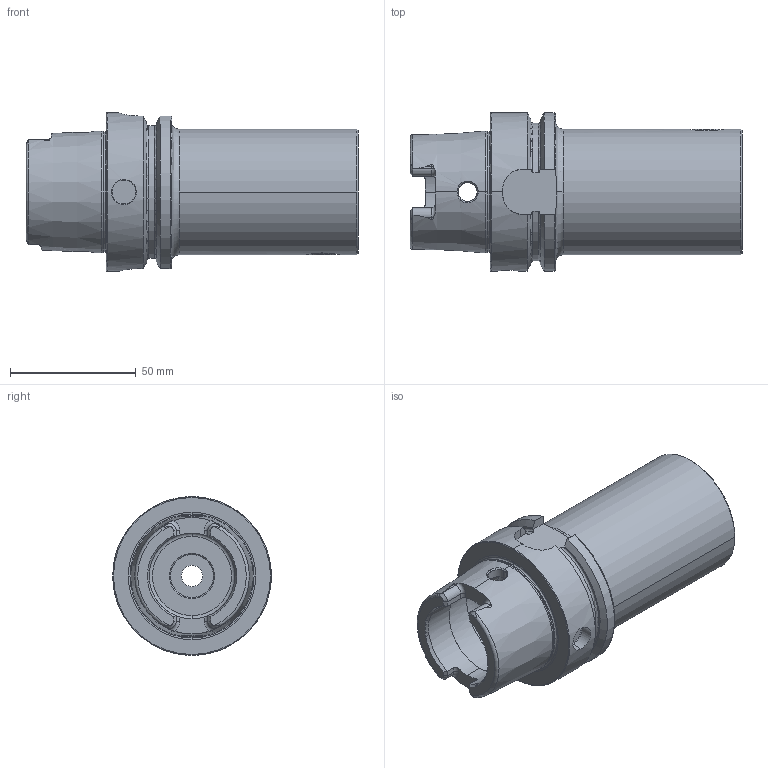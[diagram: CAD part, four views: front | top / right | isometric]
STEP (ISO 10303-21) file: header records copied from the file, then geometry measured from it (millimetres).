
FILE_DESCRIPTION (( 'STEP AP203' ), '1' );
FILE_NAME ('A44.806.050.100.STEP', '2018-03-12T09:27:43', ( 'SWIAdmin' ), ( 'Hewlett-Packard Company' ), 'SwSTEP 2.0', 'SolidWorks 2017', '' );
FILE_SCHEMA (( 'CONFIG_CONTROL_DESIGN' ));
Length unit declared in the file: millimetre
Products named in the file (3): HA6-WH5.K01.100_B; WH5-ER1.001.017; A44.806.050.100
Assembly tree (3 placements, depth 2):
  A44.806.050.100
    HA6-WH5.K01.100_B
    WH5-ER1.001.017  x2
Bounding box: 131.9 x 63 x 63 mm (x, y, z)
Volume: 207025.6 mm3; surface area: 39372.6 mm2
Topology: 3 solids, 3 shells, 242 faces, 621 edges, 382 vertices
Faces by surface type: plane 76, cylinder 61, cone 52, torus 41, bspline 12
Entity records: 8638 total; most frequent: CARTESIAN_POINT 3264, ORIENTED_EDGE 1114, DIRECTION 1006, EDGE_CURVE 557, AXIS2_PLACEMENT_3D 412, VERTEX_POINT 347, EDGE_LOOP 224, FACE_OUTER_BOUND 214
